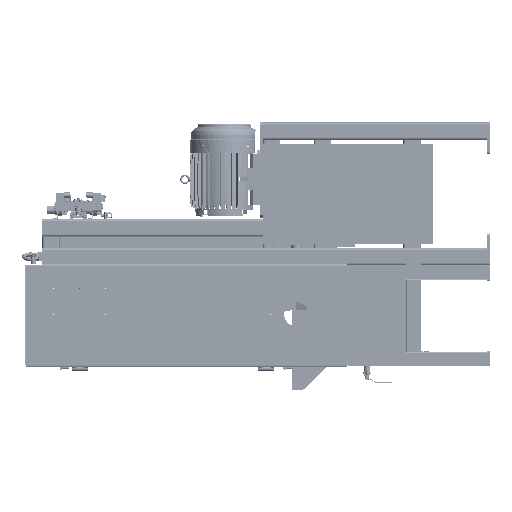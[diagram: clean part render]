
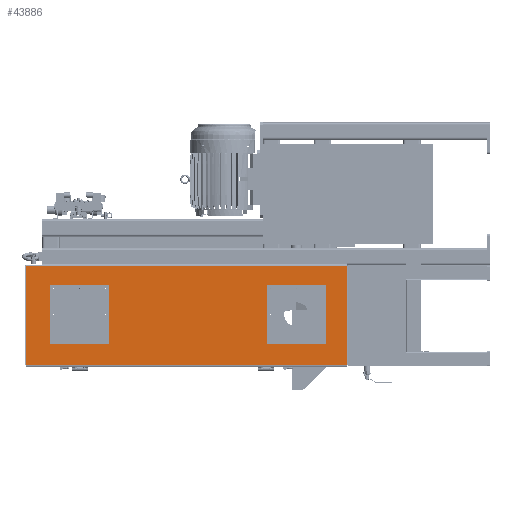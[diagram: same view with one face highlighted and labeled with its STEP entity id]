
A CAD part, left-side view. The second image highlights one B-rep face of the part: STEP entity #43886.
In plain terms, the highlighted planar face has unit normal (-1, 0, 0).
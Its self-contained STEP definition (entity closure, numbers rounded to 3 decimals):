
#27 = CARTESIAN_POINT ( 'NONE',  ( -552.598, 355.601, 1315. ) ) ;
#4978 = CARTESIAN_POINT ( 'NONE',  ( -552.598, -672.899, 1241.5 ) ) ;
#6072 = VECTOR ( 'NONE', #100093, 1000. ) ;
#6541 = ORIENTED_EDGE ( 'NONE', *, *, #39915, .T. ) ;
#10579 = VERTEX_POINT ( 'NONE', #197290 ) ;
#10767 = EDGE_LOOP ( 'NONE', ( #38493, #84365, #6541, #192599 ) ) ;
#15059 = EDGE_CURVE ( 'NONE', #185333, #157224, #190584, .T. ) ;
#16005 = CARTESIAN_POINT ( 'NONE',  ( -552.598, 439.101, 1241.5 ) ) ;
#19434 = CARTESIAN_POINT ( 'NONE',  ( -552.598, -394.399, 1315. ) ) ;
#26226 = CARTESIAN_POINT ( 'NONE',  ( -552.598, 355.601, 1315. ) ) ;
#27470 = VERTEX_POINT ( 'NONE', #4978 ) ;
#32270 = CARTESIAN_POINT ( 'NONE',  ( -552.598, 355.601, 1520. ) ) ;
#34039 = CARTESIAN_POINT ( 'NONE',  ( -552.598, -672.899, 1237.5 ) ) ;
#34257 = DIRECTION ( 'NONE',  ( 0., -1., 0. ) ) ;
#34755 = LINE ( 'NONE', #72328, #219738 ) ;
#38493 = ORIENTED_EDGE ( 'NONE', *, *, #173421, .F. ) ;
#38625 = VECTOR ( 'NONE', #64956, 1000. ) ;
#38873 = ORIENTED_EDGE ( 'NONE', *, *, #225171, .F. ) ;
#39915 = EDGE_CURVE ( 'NONE', #137715, #126483, #149723, .T. ) ;
#41312 = VECTOR ( 'NONE', #180941, 1000. ) ;
#41740 = VECTOR ( 'NONE', #180435, 1000. ) ;
#43886 = ADVANCED_FACE ( 'NONE', ( #102498, #152759, #47780 ), #64880, .F. ) ;
#45802 = ORIENTED_EDGE ( 'NONE', *, *, #119119, .F. ) ;
#45957 = CARTESIAN_POINT ( 'NONE',  ( -552.598, -394.399, 1315. ) ) ;
#47780 = FACE_OUTER_BOUND ( 'NONE', #10767, .T. ) ;
#48495 = EDGE_CURVE ( 'NONE', #157224, #90616, #173987, .T. ) ;
#48560 = DIRECTION ( 'NONE',  ( 0., 0., 1. ) ) ;
#49890 = CARTESIAN_POINT ( 'NONE',  ( -552.598, 355.601, 1315. ) ) ;
#58083 = CARTESIAN_POINT ( 'NONE',  ( -552.598, -394.399, 1520. ) ) ;
#58828 = LINE ( 'NONE', #111337, #41312 ) ;
#59771 = CARTESIAN_POINT ( 'NONE',  ( -552.598, -672.899, 1237.5 ) ) ;
#60627 = EDGE_CURVE ( 'NONE', #90616, #120048, #141151, .T. ) ;
#61822 = CARTESIAN_POINT ( 'NONE',  ( -552.598, -672.899, 1585.5 ) ) ;
#62285 = VERTEX_POINT ( 'NONE', #84840 ) ;
#64651 = VERTEX_POINT ( 'NONE', #16005 ) ;
#64880 = PLANE ( 'NONE',  #152453 ) ;
#64956 = DIRECTION ( 'NONE',  ( 0., 0., -1. ) ) ;
#67993 = VECTOR ( 'NONE', #170215, 1000. ) ;
#72328 = CARTESIAN_POINT ( 'NONE',  ( -552.598, -394.399, 1520. ) ) ;
#72671 = DIRECTION ( 'NONE',  ( 0., 1., 0. ) ) ;
#75401 = VERTEX_POINT ( 'NONE', #58083 ) ;
#82442 = LINE ( 'NONE', #45957, #112969 ) ;
#84365 = ORIENTED_EDGE ( 'NONE', *, *, #102753, .T. ) ;
#84840 = CARTESIAN_POINT ( 'NONE',  ( -552.598, -394.399, 1315. ) ) ;
#86105 = VECTOR ( 'NONE', #122148, 1000. ) ;
#90154 = LINE ( 'NONE', #19434, #86105 ) ;
#90616 = VERTEX_POINT ( 'NONE', #219397 ) ;
#91918 = ORIENTED_EDGE ( 'NONE', *, *, #60627, .F. ) ;
#100093 = DIRECTION ( 'NONE',  ( 0., 1., 0. ) ) ;
#102498 = FACE_BOUND ( 'NONE', #212573, .T. ) ;
#102753 = EDGE_CURVE ( 'NONE', #27470, #137715, #160278, .T. ) ;
#103616 = DIRECTION ( 'NONE',  ( 1., 0., 0. ) ) ;
#106889 = CARTESIAN_POINT ( 'NONE',  ( -552.598, 355.601, 1520. ) ) ;
#109667 = ORIENTED_EDGE ( 'NONE', *, *, #205588, .F. ) ;
#110816 = CARTESIAN_POINT ( 'NONE',  ( -552.598, 439.101, 1237.5 ) ) ;
#111337 = CARTESIAN_POINT ( 'NONE',  ( -552.598, -599.399, 1315. ) ) ;
#112969 = VECTOR ( 'NONE', #117794, 1000. ) ;
#113667 = VECTOR ( 'NONE', #196769, 1000. ) ;
#115029 = VECTOR ( 'NONE', #34257, 1000. ) ;
#117794 = DIRECTION ( 'NONE',  ( 0., -1., 0. ) ) ;
#119119 = EDGE_CURVE ( 'NONE', #10579, #75401, #34755, .T. ) ;
#119270 = CARTESIAN_POINT ( 'NONE',  ( -552.598, 150.601, 1315. ) ) ;
#119888 = ORIENTED_EDGE ( 'NONE', *, *, #15059, .F. ) ;
#120048 = VERTEX_POINT ( 'NONE', #32270 ) ;
#120344 = DIRECTION ( 'NONE',  ( 0., 1., 0. ) ) ;
#120367 = EDGE_CURVE ( 'NONE', #126483, #64651, #129042, .T. ) ;
#122148 = DIRECTION ( 'NONE',  ( 0., 0., -1. ) ) ;
#126473 = CARTESIAN_POINT ( 'NONE',  ( -552.598, 150.601, 1315. ) ) ;
#126483 = VERTEX_POINT ( 'NONE', #219001 ) ;
#126723 = EDGE_LOOP ( 'NONE', ( #188166, #45802, #188710, #38873 ) ) ;
#129042 = LINE ( 'NONE', #110816, #41740 ) ;
#137715 = VERTEX_POINT ( 'NONE', #165582 ) ;
#141151 = LINE ( 'NONE', #106889, #222921 ) ;
#143440 = ORIENTED_EDGE ( 'NONE', *, *, #48495, .F. ) ;
#149723 = LINE ( 'NONE', #61822, #67993 ) ;
#152453 = AXIS2_PLACEMENT_3D ( 'NONE', #34039, #103616, #188120 ) ;
#152476 = VERTEX_POINT ( 'NONE', #183161 ) ;
#152759 = FACE_BOUND ( 'NONE', #126723, .T. ) ;
#157224 = VERTEX_POINT ( 'NONE', #126473 ) ;
#160278 = LINE ( 'NONE', #59771, #113667 ) ;
#165582 = CARTESIAN_POINT ( 'NONE',  ( -552.598, -672.899, 1585.5 ) ) ;
#169704 = LINE ( 'NONE', #219883, #6072 ) ;
#170215 = DIRECTION ( 'NONE',  ( 0., 1., 0. ) ) ;
#170831 = EDGE_CURVE ( 'NONE', #75401, #62285, #90154, .T. ) ;
#173421 = EDGE_CURVE ( 'NONE', #27470, #64651, #169704, .T. ) ;
#173987 = LINE ( 'NONE', #119270, #200940 ) ;
#180435 = DIRECTION ( 'NONE',  ( 0., 0., -1. ) ) ;
#180941 = DIRECTION ( 'NONE',  ( 0., 0., 1. ) ) ;
#183161 = CARTESIAN_POINT ( 'NONE',  ( -552.598, -599.399, 1315. ) ) ;
#185333 = VERTEX_POINT ( 'NONE', #49890 ) ;
#188120 = DIRECTION ( 'NONE',  ( 0., 0., -1. ) ) ;
#188166 = ORIENTED_EDGE ( 'NONE', *, *, #170831, .F. ) ;
#188710 = ORIENTED_EDGE ( 'NONE', *, *, #193181, .F. ) ;
#190584 = LINE ( 'NONE', #27, #115029 ) ;
#192599 = ORIENTED_EDGE ( 'NONE', *, *, #120367, .T. ) ;
#193181 = EDGE_CURVE ( 'NONE', #152476, #10579, #58828, .T. ) ;
#196769 = DIRECTION ( 'NONE',  ( 0., 0., 1. ) ) ;
#197290 = CARTESIAN_POINT ( 'NONE',  ( -552.598, -599.399, 1520. ) ) ;
#200940 = VECTOR ( 'NONE', #48560, 1000. ) ;
#205588 = EDGE_CURVE ( 'NONE', #120048, #185333, #221268, .T. ) ;
#212573 = EDGE_LOOP ( 'NONE', ( #109667, #91918, #143440, #119888 ) ) ;
#219001 = CARTESIAN_POINT ( 'NONE',  ( -552.598, 439.101, 1585.5 ) ) ;
#219397 = CARTESIAN_POINT ( 'NONE',  ( -552.598, 150.601, 1520. ) ) ;
#219738 = VECTOR ( 'NONE', #120344, 1000. ) ;
#219883 = CARTESIAN_POINT ( 'NONE',  ( -552.598, 439.101, 1241.5 ) ) ;
#221268 = LINE ( 'NONE', #26226, #38625 ) ;
#222921 = VECTOR ( 'NONE', #72671, 1000. ) ;
#225171 = EDGE_CURVE ( 'NONE', #62285, #152476, #82442, .T. ) ;
